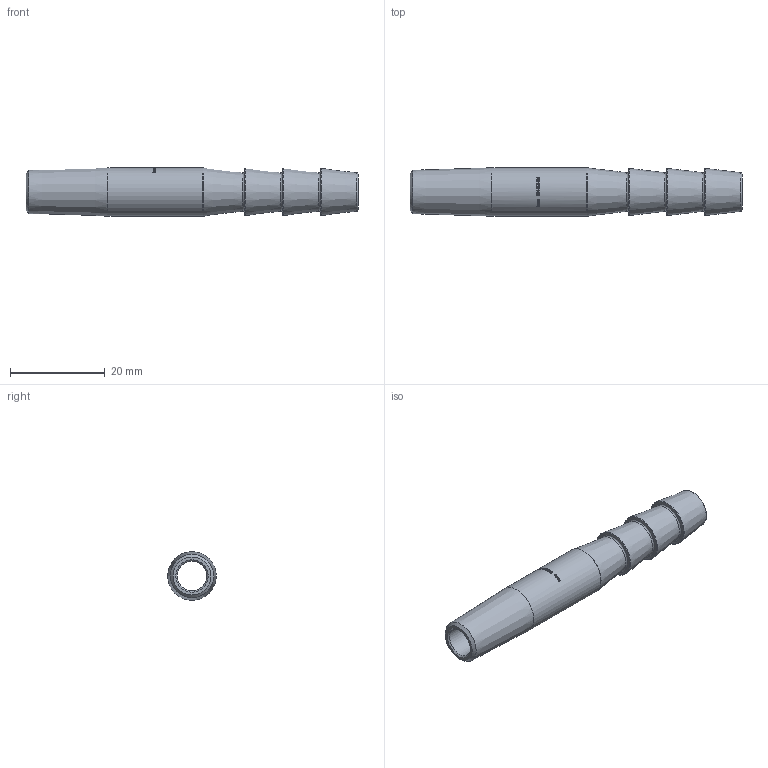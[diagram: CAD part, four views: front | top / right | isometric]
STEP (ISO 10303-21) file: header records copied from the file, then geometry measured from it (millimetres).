
FILE_DESCRIPTION (( 'STEP AP214' ), '1' );
FILE_NAME ('GN-018-000-x Gewindeschlauchnippel 2208.STEP', '2022-08-08T10:10:49', ( '' ), ( '' ), 'SwSTEP 2.0', 'SolidWorks 2019', '' );
FILE_SCHEMA (( 'AUTOMOTIVE_DESIGN' ));
Length unit declared in the file: millimetre
Products named in the file (1): GN-018-000-x Gewindeschlauchnippel 2208
Bounding box: 70 x 10.2 x 10.2 mm (x, y, z)
Volume: 2900.8 mm3; surface area: 3564.5 mm2
Topology: 1 solids, 1 shells, 184 faces, 471 edges, 311 vertices
Faces by surface type: bspline 104, plane 36, cylinder 24, cone 11, torus 9
Full cylindrical faces by diameter (mm): 6.2 x1, 10.2 x1
Entity records: 11105 total; most frequent: CARTESIAN_POINT 5976, ORIENTED_EDGE 876, EDGE_CURVE 438, DIRECTION 340, B_SPLINE_CURVE_WITH_KNOTS 320, VERTEX_POINT 300, EDGE_LOOP 230, FACE_OUTER_BOUND 195
